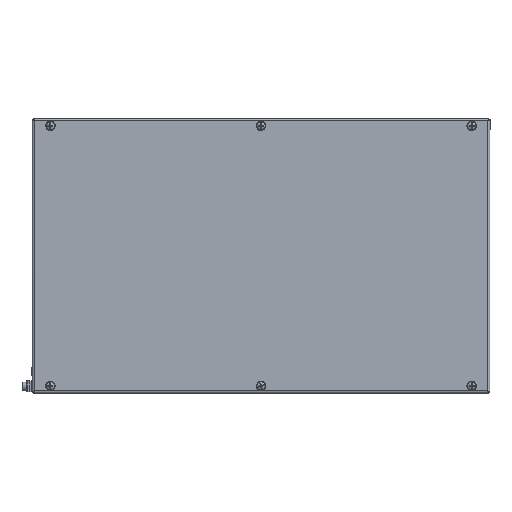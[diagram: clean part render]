
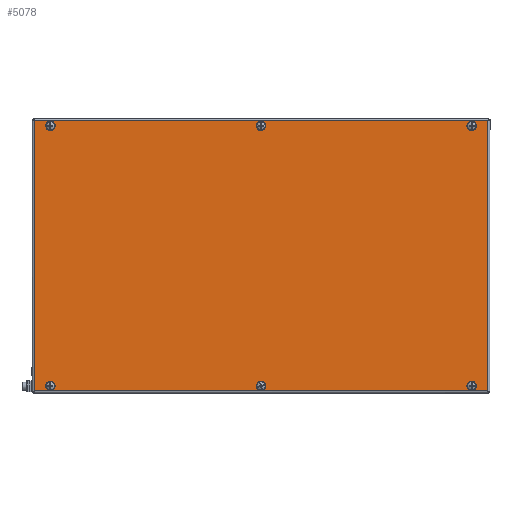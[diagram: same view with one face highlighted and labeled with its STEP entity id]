
A CAD part, top view. The second image highlights one B-rep face of the part: STEP entity #5078.
In plain terms, the highlighted face is planar.
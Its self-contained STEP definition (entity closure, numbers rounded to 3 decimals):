
#221 = ORIENTED_EDGE ( 'NONE', *, *, #6332, .T. ) ;
#274 = FACE_BOUND ( 'NONE', #13317, .T. ) ;
#489 = LINE ( 'NONE', #18496, #12429 ) ;
#565 = PLANE ( 'NONE',  #9405 ) ;
#796 = CARTESIAN_POINT ( 'NONE',  ( -226., 142., 0. ) ) ;
#802 = DIRECTION ( 'NONE',  ( 1., 0., 0. ) ) ;
#2005 = CARTESIAN_POINT ( 'NONE',  ( 0., -142., 0. ) ) ;
#2290 = EDGE_CURVE ( 'NONE', #19142, #19142, #11852, .T. ) ;
#2336 = CARTESIAN_POINT ( 'NONE',  ( 247.5, 147.5, 0. ) ) ;
#2444 = VERTEX_POINT ( 'NONE', #2336 ) ;
#2499 = AXIS2_PLACEMENT_3D ( 'NONE', #5925, #16317, #7431 ) ;
#2549 = CIRCLE ( 'NONE', #5056, 4. ) ;
#2590 = ORIENTED_EDGE ( 'NONE', *, *, #16098, .F. ) ;
#2730 = CARTESIAN_POINT ( 'NONE',  ( -247.5, 147.5, 0. ) ) ;
#2905 = CIRCLE ( 'NONE', #8777, 4. ) ;
#2920 = LINE ( 'NONE', #3854, #18792 ) ;
#3211 = EDGE_CURVE ( 'NONE', #10542, #6635, #2920, .T. ) ;
#3418 = EDGE_CURVE ( 'NONE', #10878, #2444, #8108, .T. ) ;
#3519 = DIRECTION ( 'NONE',  ( -1., 0., 0. ) ) ;
#3608 = CARTESIAN_POINT ( 'NONE',  ( -250., 150., 0. ) ) ;
#3732 = VERTEX_POINT ( 'NONE', #15624 ) ;
#3805 = FACE_OUTER_BOUND ( 'NONE', #16366, .T. ) ;
#3854 = CARTESIAN_POINT ( 'NONE',  ( 248.743, -147.5, 0. ) ) ;
#4269 = FACE_BOUND ( 'NONE', #19302, .T. ) ;
#4418 = ORIENTED_EDGE ( 'NONE', *, *, #14972, .F. ) ;
#4569 = VECTOR ( 'NONE', #19222, 1000. ) ;
#4746 = FACE_BOUND ( 'NONE', #10303, .T. ) ;
#5056 = AXIS2_PLACEMENT_3D ( 'NONE', #7838, #18224, #9345 ) ;
#5078 = ADVANCED_FACE ( 'NONE', ( #4746, #4269, #274, #15699, #11773, #7808, #3805 ), #565, .F. ) ;
#5094 = EDGE_CURVE ( 'NONE', #6635, #10878, #18726, .T. ) ;
#5389 = CARTESIAN_POINT ( 'NONE',  ( -230., -142., 0. ) ) ;
#5838 = VERTEX_POINT ( 'NONE', #796 ) ;
#5925 = CARTESIAN_POINT ( 'NONE',  ( 230., 142., 0. ) ) ;
#6332 = EDGE_CURVE ( 'NONE', #2444, #10542, #489, .T. ) ;
#6635 = VERTEX_POINT ( 'NONE', #16388 ) ;
#6917 = DIRECTION ( 'NONE',  ( -1., 0., 0. ) ) ;
#7002 = ORIENTED_EDGE ( 'NONE', *, *, #11240, .F. ) ;
#7246 = VERTEX_POINT ( 'NONE', #18614 ) ;
#7393 = DIRECTION ( 'NONE',  ( 0., 0., -1. ) ) ;
#7431 = DIRECTION ( 'NONE',  ( -1., 0., 0. ) ) ;
#7808 = FACE_BOUND ( 'NONE', #12321, .T. ) ;
#7838 = CARTESIAN_POINT ( 'NONE',  ( 0., 142., 0. ) ) ;
#8108 = LINE ( 'NONE', #13475, #4569 ) ;
#8139 = DIRECTION ( 'NONE',  ( 1., 0., 0. ) ) ;
#8480 = ORIENTED_EDGE ( 'NONE', *, *, #17802, .F. ) ;
#8777 = AXIS2_PLACEMENT_3D ( 'NONE', #5389, #15802, #6917 ) ;
#9175 = AXIS2_PLACEMENT_3D ( 'NONE', #18696, #9797, #802 ) ;
#9345 = DIRECTION ( 'NONE',  ( -1., 0., 0. ) ) ;
#9405 = AXIS2_PLACEMENT_3D ( 'NONE', #3608, #17009, #8139 ) ;
#9571 = ORIENTED_EDGE ( 'NONE', *, *, #14073, .F. ) ;
#9597 = DIRECTION ( 'NONE',  ( 0., -1., 0. ) ) ;
#9644 = CARTESIAN_POINT ( 'NONE',  ( -247.5, -148.743, 0. ) ) ;
#9797 = DIRECTION ( 'NONE',  ( 0., 0., -1. ) ) ;
#10072 = VERTEX_POINT ( 'NONE', #15518 ) ;
#10201 = CIRCLE ( 'NONE', #11916, 4. ) ;
#10303 = EDGE_LOOP ( 'NONE', ( #7002 ) ) ;
#10542 = VERTEX_POINT ( 'NONE', #12383 ) ;
#10878 = VERTEX_POINT ( 'NONE', #2730 ) ;
#11240 = EDGE_CURVE ( 'NONE', #10072, #10072, #10201, .T. ) ;
#11773 = FACE_BOUND ( 'NONE', #12260, .T. ) ;
#11852 = CIRCLE ( 'NONE', #2499, 4. ) ;
#11916 = AXIS2_PLACEMENT_3D ( 'NONE', #2005, #12459, #3519 ) ;
#11979 = AXIS2_PLACEMENT_3D ( 'NONE', #16269, #7393, #17785 ) ;
#12260 = EDGE_LOOP ( 'NONE', ( #8480 ) ) ;
#12283 = CARTESIAN_POINT ( 'NONE',  ( 226., 142., 0. ) ) ;
#12321 = EDGE_LOOP ( 'NONE', ( #18248 ) ) ;
#12383 = CARTESIAN_POINT ( 'NONE',  ( 247.5, -147.5, 0. ) ) ;
#12429 = VECTOR ( 'NONE', #9597, 1000. ) ;
#12459 = DIRECTION ( 'NONE',  ( 0., 0., -1. ) ) ;
#12496 = DIRECTION ( 'NONE',  ( -1., 0., 0. ) ) ;
#12922 = EDGE_LOOP ( 'NONE', ( #2590 ) ) ;
#13169 = ORIENTED_EDGE ( 'NONE', *, *, #3418, .T. ) ;
#13293 = ORIENTED_EDGE ( 'NONE', *, *, #3211, .T. ) ;
#13317 = EDGE_LOOP ( 'NONE', ( #4418 ) ) ;
#13475 = CARTESIAN_POINT ( 'NONE',  ( -248.743, 147.5, 0. ) ) ;
#13741 = CIRCLE ( 'NONE', #11979, 4. ) ;
#14073 = EDGE_CURVE ( 'NONE', #3732, #3732, #2549, .T. ) ;
#14086 = DIRECTION ( 'NONE',  ( 0., 1., 0. ) ) ;
#14174 = CARTESIAN_POINT ( 'NONE',  ( -234., -142., 0. ) ) ;
#14761 = VECTOR ( 'NONE', #14086, 1000. ) ;
#14972 = EDGE_CURVE ( 'NONE', #7246, #7246, #13741, .T. ) ;
#15477 = CIRCLE ( 'NONE', #9175, 4. ) ;
#15518 = CARTESIAN_POINT ( 'NONE',  ( -4., -142., 0. ) ) ;
#15624 = CARTESIAN_POINT ( 'NONE',  ( -4., 142., 0. ) ) ;
#15699 = FACE_BOUND ( 'NONE', #12922, .T. ) ;
#15802 = DIRECTION ( 'NONE',  ( 0., 0., -1. ) ) ;
#16098 = EDGE_CURVE ( 'NONE', #18195, #18195, #2905, .T. ) ;
#16269 = CARTESIAN_POINT ( 'NONE',  ( 230., -142., 0. ) ) ;
#16317 = DIRECTION ( 'NONE',  ( 0., 0., -1. ) ) ;
#16366 = EDGE_LOOP ( 'NONE', ( #13293, #18953, #13169, #221 ) ) ;
#16388 = CARTESIAN_POINT ( 'NONE',  ( -247.5, -147.5, 0. ) ) ;
#17009 = DIRECTION ( 'NONE',  ( 0., 0., 1. ) ) ;
#17785 = DIRECTION ( 'NONE',  ( 1., 0., 0. ) ) ;
#17802 = EDGE_CURVE ( 'NONE', #5838, #5838, #15477, .T. ) ;
#18195 = VERTEX_POINT ( 'NONE', #14174 ) ;
#18224 = DIRECTION ( 'NONE',  ( 0., 0., -1. ) ) ;
#18248 = ORIENTED_EDGE ( 'NONE', *, *, #2290, .F. ) ;
#18496 = CARTESIAN_POINT ( 'NONE',  ( 247.5, 148.743, 0. ) ) ;
#18614 = CARTESIAN_POINT ( 'NONE',  ( 234., -142., 0. ) ) ;
#18696 = CARTESIAN_POINT ( 'NONE',  ( -230., 142., 0. ) ) ;
#18726 = LINE ( 'NONE', #9644, #14761 ) ;
#18792 = VECTOR ( 'NONE', #12496, 1000. ) ;
#18953 = ORIENTED_EDGE ( 'NONE', *, *, #5094, .T. ) ;
#19142 = VERTEX_POINT ( 'NONE', #12283 ) ;
#19222 = DIRECTION ( 'NONE',  ( 1., 0., 0. ) ) ;
#19302 = EDGE_LOOP ( 'NONE', ( #9571 ) ) ;
